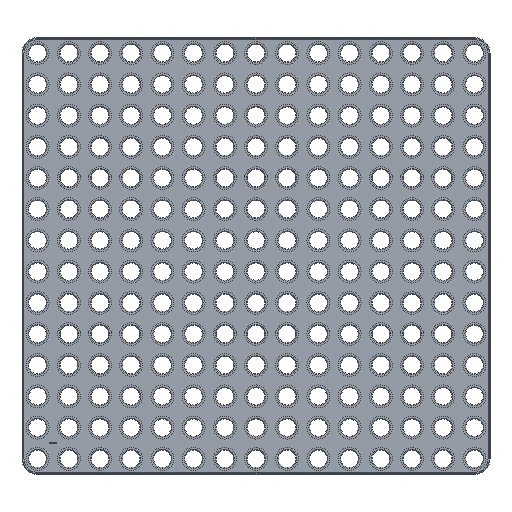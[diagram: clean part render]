
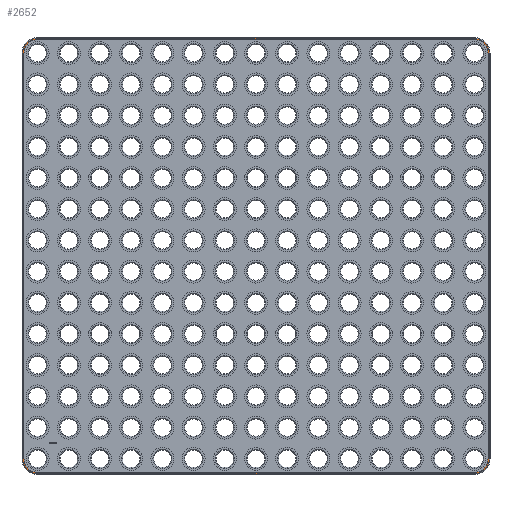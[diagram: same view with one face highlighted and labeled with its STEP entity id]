
A CAD part, top view. The second image highlights one B-rep face of the part: STEP entity #2652.
In plain terms, the highlighted planar face has unit normal (0, 0, 1).
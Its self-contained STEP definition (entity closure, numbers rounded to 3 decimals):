
#126 = VERTEX_POINT('',#127);
#127 = CARTESIAN_POINT('',(0.,-5.95,3.125));
#135 = VERTEX_POINT('',#136);
#136 = CARTESIAN_POINT('',(175.,-5.95,3.125));
#142 = EDGE_CURVE('',#126,#135,#143,.T.);
#143 = LINE('',#144,#145);
#144 = CARTESIAN_POINT('',(0.,-5.95,3.125));
#145 = VECTOR('',#146,1.);
#146 = DIRECTION('',(1.,0.,0.));
#246 = VERTEX_POINT('',#247);
#247 = CARTESIAN_POINT('',(-5.95,0.,3.125));
#255 = EDGE_CURVE('',#246,#126,#256,.T.);
#256 = CIRCLE('',#257,5.95);
#257 = AXIS2_PLACEMENT_3D('',#258,#259,#260);
#258 = CARTESIAN_POINT('',(0.,0.,3.125));
#259 = DIRECTION('',(0.,0.,1.));
#260 = DIRECTION('',(-1.,0.,0.));
#2652 = ADVANCED_FACE('',(#2653,#2706),#2776,.T.);
#2653 = FACE_BOUND('',#2654,.T.);
#2654 = EDGE_LOOP('',(#2655,#2656,#2657,#2666,#2674,#2683,#2691,#2700));
#2655 = ORIENTED_EDGE('',*,*,#255,.T.);
#2656 = ORIENTED_EDGE('',*,*,#142,.T.);
#2657 = ORIENTED_EDGE('',*,*,#2658,.T.);
#2658 = EDGE_CURVE('',#135,#2659,#2661,.T.);
#2659 = VERTEX_POINT('',#2660);
#2660 = CARTESIAN_POINT('',(180.95,0.,3.125));
#2661 = CIRCLE('',#2662,5.95);
#2662 = AXIS2_PLACEMENT_3D('',#2663,#2664,#2665);
#2663 = CARTESIAN_POINT('',(175.,0.,3.125));
#2664 = DIRECTION('',(-0.,0.,1.));
#2665 = DIRECTION('',(0.,-1.,0.));
#2666 = ORIENTED_EDGE('',*,*,#2667,.T.);
#2667 = EDGE_CURVE('',#2659,#2668,#2670,.T.);
#2668 = VERTEX_POINT('',#2669);
#2669 = CARTESIAN_POINT('',(180.95,162.5,3.125));
#2670 = LINE('',#2671,#2672);
#2671 = CARTESIAN_POINT('',(180.95,0.,3.125));
#2672 = VECTOR('',#2673,1.);
#2673 = DIRECTION('',(0.,1.,0.));
#2674 = ORIENTED_EDGE('',*,*,#2675,.T.);
#2675 = EDGE_CURVE('',#2668,#2676,#2678,.T.);
#2676 = VERTEX_POINT('',#2677);
#2677 = CARTESIAN_POINT('',(175.,168.45,3.125));
#2678 = CIRCLE('',#2679,5.95);
#2679 = AXIS2_PLACEMENT_3D('',#2680,#2681,#2682);
#2680 = CARTESIAN_POINT('',(175.,162.5,3.125));
#2681 = DIRECTION('',(-0.,0.,1.));
#2682 = DIRECTION('',(1.,0.,0.));
#2683 = ORIENTED_EDGE('',*,*,#2684,.T.);
#2684 = EDGE_CURVE('',#2676,#2685,#2687,.T.);
#2685 = VERTEX_POINT('',#2686);
#2686 = CARTESIAN_POINT('',(0.,168.45,3.125));
#2687 = LINE('',#2688,#2689);
#2688 = CARTESIAN_POINT('',(175.,168.45,3.125));
#2689 = VECTOR('',#2690,1.);
#2690 = DIRECTION('',(-1.,0.,0.));
#2691 = ORIENTED_EDGE('',*,*,#2692,.T.);
#2692 = EDGE_CURVE('',#2685,#2693,#2695,.T.);
#2693 = VERTEX_POINT('',#2694);
#2694 = CARTESIAN_POINT('',(-5.95,162.5,3.125));
#2695 = CIRCLE('',#2696,5.95);
#2696 = AXIS2_PLACEMENT_3D('',#2697,#2698,#2699);
#2697 = CARTESIAN_POINT('',(0.,162.5,3.125));
#2698 = DIRECTION('',(0.,-0.,1.));
#2699 = DIRECTION('',(0.,1.,0.));
#2700 = ORIENTED_EDGE('',*,*,#2701,.T.);
#2701 = EDGE_CURVE('',#2693,#246,#2702,.T.);
#2702 = LINE('',#2703,#2704);
#2703 = CARTESIAN_POINT('',(-5.95,162.5,3.125));
#2704 = VECTOR('',#2705,1.);
#2705 = DIRECTION('',(0.,-1.,0.));
#2706 = FACE_BOUND('',#2707,.T.);
#2707 = EDGE_LOOP('',(#2708,#2719,#2727,#2736,#2744,#2753,#2761,#2770));
#2708 = ORIENTED_EDGE('',*,*,#2709,.F.);
#2709 = EDGE_CURVE('',#2710,#2712,#2714,.T.);
#2710 = VERTEX_POINT('',#2711);
#2711 = CARTESIAN_POINT('',(0.,167.95,3.125));
#2712 = VERTEX_POINT('',#2713);
#2713 = CARTESIAN_POINT('',(-5.45,162.5,3.125));
#2714 = CIRCLE('',#2715,5.45);
#2715 = AXIS2_PLACEMENT_3D('',#2716,#2717,#2718);
#2716 = CARTESIAN_POINT('',(0.,162.5,3.125));
#2717 = DIRECTION('',(0.,0.,1.));
#2718 = DIRECTION('',(1.,0.,0.));
#2719 = ORIENTED_EDGE('',*,*,#2720,.T.);
#2720 = EDGE_CURVE('',#2710,#2721,#2723,.T.);
#2721 = VERTEX_POINT('',#2722);
#2722 = CARTESIAN_POINT('',(175.,167.95,3.125));
#2723 = LINE('',#2724,#2725);
#2724 = CARTESIAN_POINT('',(0.,167.95,3.125));
#2725 = VECTOR('',#2726,1.);
#2726 = DIRECTION('',(1.,0.,0.));
#2727 = ORIENTED_EDGE('',*,*,#2728,.F.);
#2728 = EDGE_CURVE('',#2729,#2721,#2731,.T.);
#2729 = VERTEX_POINT('',#2730);
#2730 = CARTESIAN_POINT('',(180.45,162.5,3.125));
#2731 = CIRCLE('',#2732,5.45);
#2732 = AXIS2_PLACEMENT_3D('',#2733,#2734,#2735);
#2733 = CARTESIAN_POINT('',(175.,162.5,3.125));
#2734 = DIRECTION('',(0.,0.,1.));
#2735 = DIRECTION('',(1.,0.,0.));
#2736 = ORIENTED_EDGE('',*,*,#2737,.T.);
#2737 = EDGE_CURVE('',#2729,#2738,#2740,.T.);
#2738 = VERTEX_POINT('',#2739);
#2739 = CARTESIAN_POINT('',(180.45,0.,3.125));
#2740 = LINE('',#2741,#2742);
#2741 = CARTESIAN_POINT('',(180.45,162.5,3.125));
#2742 = VECTOR('',#2743,1.);
#2743 = DIRECTION('',(0.,-1.,0.));
#2744 = ORIENTED_EDGE('',*,*,#2745,.F.);
#2745 = EDGE_CURVE('',#2746,#2738,#2748,.T.);
#2746 = VERTEX_POINT('',#2747);
#2747 = CARTESIAN_POINT('',(175.,-5.45,3.125));
#2748 = CIRCLE('',#2749,5.45);
#2749 = AXIS2_PLACEMENT_3D('',#2750,#2751,#2752);
#2750 = CARTESIAN_POINT('',(175.,0.,3.125));
#2751 = DIRECTION('',(0.,0.,1.));
#2752 = DIRECTION('',(1.,0.,0.));
#2753 = ORIENTED_EDGE('',*,*,#2754,.T.);
#2754 = EDGE_CURVE('',#2746,#2755,#2757,.T.);
#2755 = VERTEX_POINT('',#2756);
#2756 = CARTESIAN_POINT('',(0.,-5.45,3.125));
#2757 = LINE('',#2758,#2759);
#2758 = CARTESIAN_POINT('',(175.,-5.45,3.125));
#2759 = VECTOR('',#2760,1.);
#2760 = DIRECTION('',(-1.,0.,0.));
#2761 = ORIENTED_EDGE('',*,*,#2762,.F.);
#2762 = EDGE_CURVE('',#2763,#2755,#2765,.T.);
#2763 = VERTEX_POINT('',#2764);
#2764 = CARTESIAN_POINT('',(-5.45,0.,3.125));
#2765 = CIRCLE('',#2766,5.45);
#2766 = AXIS2_PLACEMENT_3D('',#2767,#2768,#2769);
#2767 = CARTESIAN_POINT('',(0.,0.,3.125
    ));
#2768 = DIRECTION('',(0.,0.,1.));
#2769 = DIRECTION('',(1.,0.,0.));
#2770 = ORIENTED_EDGE('',*,*,#2771,.T.);
#2771 = EDGE_CURVE('',#2763,#2712,#2772,.T.);
#2772 = LINE('',#2773,#2774);
#2773 = CARTESIAN_POINT('',(-5.45,0.,3.125));
#2774 = VECTOR('',#2775,1.);
#2775 = DIRECTION('',(0.,1.,0.));
#2776 = PLANE('',#2777);
#2777 = AXIS2_PLACEMENT_3D('',#2778,#2779,#2780);
#2778 = CARTESIAN_POINT('',(87.5,81.25,3.125));
#2779 = DIRECTION('',(0.,0.,1.));
#2780 = DIRECTION('',(1.,0.,0.));
